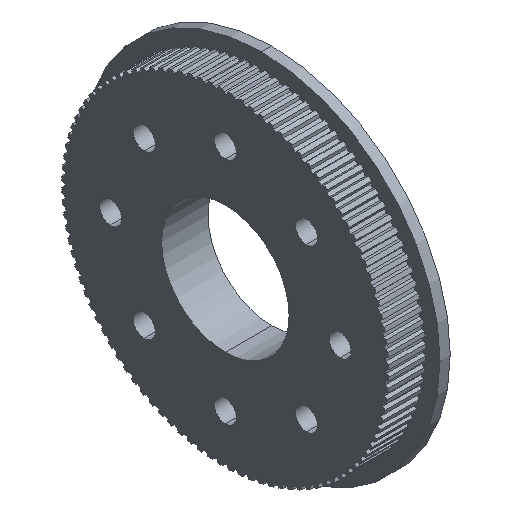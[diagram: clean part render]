
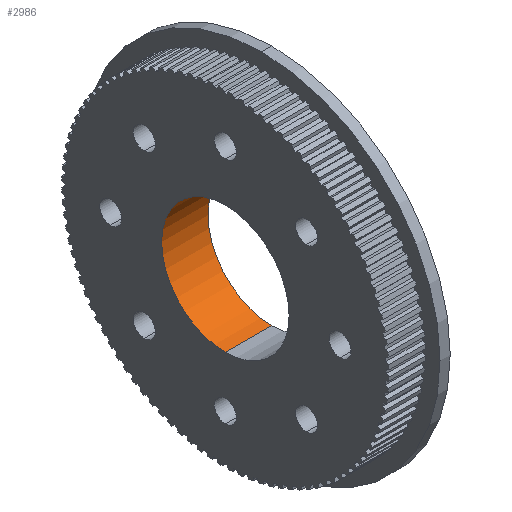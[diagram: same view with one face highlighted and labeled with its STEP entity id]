
A CAD part, isometric view. The second image highlights one B-rep face of the part: STEP entity #2986.
In plain terms, the highlighted cylindrical face has radius 12.5 mm (diameter 25 mm), a partial arc.
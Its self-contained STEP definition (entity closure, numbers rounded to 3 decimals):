
#252 = DIRECTION ( 'NONE',  ( 0., 0., 1. ) ) ;
#548 = CARTESIAN_POINT ( 'NONE',  ( 11.55, 0., 0. ) ) ;
#553 = EDGE_CURVE ( 'NONE', #3939, #5600, #1906, .T. ) ;
#798 = CYLINDRICAL_SURFACE ( 'NONE', #7475, 12.5 ) ;
#1524 = CARTESIAN_POINT ( 'NONE',  ( 11.55, 0., -12.5 ) ) ;
#1619 = LINE ( 'NONE', #10308, #4232 ) ;
#1906 = CIRCLE ( 'NONE', #10840, 12.5 ) ;
#1945 = DIRECTION ( 'NONE',  ( -1., 0., 0. ) ) ;
#1952 = DIRECTION ( 'NONE',  ( 0., 0., 1. ) ) ;
#2668 = ORIENTED_EDGE ( 'NONE', *, *, #8545, .T. ) ;
#2767 = VERTEX_POINT ( 'NONE', #1524 ) ;
#2868 = VECTOR ( 'NONE', #12614, 1000. ) ;
#2986 = ADVANCED_FACE ( 'NONE', ( #7203 ), #798, .F. ) ;
#3108 = CARTESIAN_POINT ( 'NONE',  ( 11.55, 0., 12.5 ) ) ;
#3812 = EDGE_CURVE ( 'NONE', #2767, #5600, #6025, .T. ) ;
#3939 = VERTEX_POINT ( 'NONE', #8799 ) ;
#4113 = DIRECTION ( 'NONE',  ( -1., 0., 0. ) ) ;
#4232 = VECTOR ( 'NONE', #6010, 1000. ) ;
#4381 = CARTESIAN_POINT ( 'NONE',  ( 2.45, 0., 0. ) ) ;
#5600 = VERTEX_POINT ( 'NONE', #10253 ) ;
#6010 = DIRECTION ( 'NONE',  ( -1., 0., 0. ) ) ;
#6025 = LINE ( 'NONE', #8246, #2868 ) ;
#6181 = VERTEX_POINT ( 'NONE', #3108 ) ;
#6908 = EDGE_LOOP ( 'NONE', ( #9309, #7892, #2668, #12984 ) ) ;
#7203 = FACE_OUTER_BOUND ( 'NONE', #6908, .T. ) ;
#7455 = AXIS2_PLACEMENT_3D ( 'NONE', #548, #10097, #252 ) ;
#7475 = AXIS2_PLACEMENT_3D ( 'NONE', #9567, #4113, #1952 ) ;
#7621 = DIRECTION ( 'NONE',  ( 0., 0., 1. ) ) ;
#7892 = ORIENTED_EDGE ( 'NONE', *, *, #10322, .F. ) ;
#8246 = CARTESIAN_POINT ( 'NONE',  ( 11.55, 0., -12.5 ) ) ;
#8545 = EDGE_CURVE ( 'NONE', #6181, #3939, #1619, .T. ) ;
#8799 = CARTESIAN_POINT ( 'NONE',  ( 2.45, 0., 12.5 ) ) ;
#9309 = ORIENTED_EDGE ( 'NONE', *, *, #3812, .F. ) ;
#9567 = CARTESIAN_POINT ( 'NONE',  ( 11.55, 0., 0. ) ) ;
#10097 = DIRECTION ( 'NONE',  ( -1., 0., 0. ) ) ;
#10253 = CARTESIAN_POINT ( 'NONE',  ( 2.45, 0., -12.5 ) ) ;
#10308 = CARTESIAN_POINT ( 'NONE',  ( 11.55, 0., 12.5 ) ) ;
#10322 = EDGE_CURVE ( 'NONE', #6181, #2767, #13853, .T. ) ;
#10840 = AXIS2_PLACEMENT_3D ( 'NONE', #4381, #1945, #7621 ) ;
#12614 = DIRECTION ( 'NONE',  ( -1., 0., 0. ) ) ;
#12984 = ORIENTED_EDGE ( 'NONE', *, *, #553, .T. ) ;
#13853 = CIRCLE ( 'NONE', #7455, 12.5 ) ;
